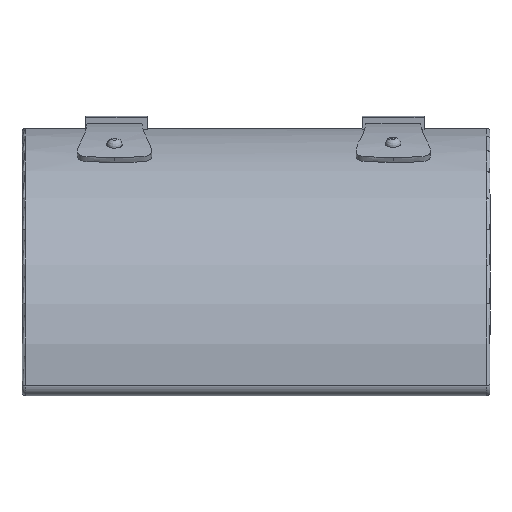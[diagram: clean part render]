
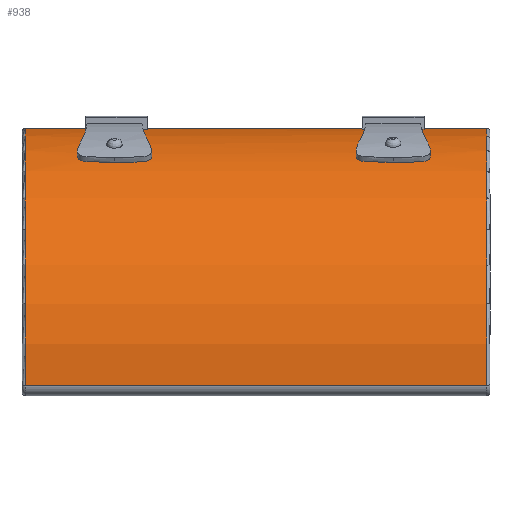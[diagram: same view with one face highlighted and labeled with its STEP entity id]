
A CAD part, top view. The second image highlights one B-rep face of the part: STEP entity #938.
In plain terms, the highlighted cylindrical face has radius 20.5 mm (diameter 41 mm), a partial arc.
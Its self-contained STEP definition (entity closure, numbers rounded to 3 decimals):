
#59=FACE_BOUND('',#288,.T.);
#70=CYLINDRICAL_SURFACE('',#1010,20.5);
#74=LINE('',#1941,#133);
#99=LINE('',#2498,#158);
#103=LINE('',#2535,#162);
#113=LINE('',#2698,#172);
#133=VECTOR('',#1033,10.);
#158=VECTOR('',#1080,10.);
#162=VECTOR('',#1084,10.);
#172=VECTOR('',#1158,10.);
#231=FACE_OUTER_BOUND('',#287,.T.);
#287=EDGE_LOOP('',(#807,#808,#809,#810,#811,#812,#813));
#288=EDGE_LOOP('',(#814,#815,#816));
#311=CIRCLE('',#997,20.5);
#315=CIRCLE('',#1002,20.5);
#328=B_SPLINE_CURVE_WITH_KNOTS('',3,(#1497,#1498,#1499,#1500,#1501,#1502,
#1503,#1504,#1505,#1506,#1507,#1508,#1509,#1510,#1511,#1512),
 .UNSPECIFIED.,.F.,.F.,(4,1,1,1,1,1,1,1,1,1,1,1,1,4),(-0.664,
-0.593,-0.569,-0.522,-0.474,
-0.427,-0.38,-0.332,-0.285,
-0.237,-0.19,-0.095,-0.047,
0.),.UNSPECIFIED.);
#336=B_SPLINE_CURVE_WITH_KNOTS('',3,(#1916,#1917,#1918,#1919,#1920,#1921,
#1922,#1923,#1924,#1925,#1926,#1927,#1928,#1929,#1930,#1931,#1932),
 .UNSPECIFIED.,.F.,.F.,(4,1,1,1,1,1,1,1,1,1,1,1,1,1,4),(0.,0.047,
0.095,0.142,0.19,0.225,
0.285,0.332,0.38,0.427,0.451,
0.474,0.522,0.569,0.664),
 .UNSPECIFIED.);
#346=B_SPLINE_CURVE_WITH_KNOTS('',3,(#2206,#2207,#2208,#2209,#2210,#2211,
#2212,#2213,#2214,#2215,#2216,#2217,#2218,#2219),.UNSPECIFIED.,.F.,.F.,
(4,1,1,1,1,1,1,1,1,1,1,4),(-0.679,-0.582,-0.485,
-0.461,-0.436,-0.388,-0.291,
-0.194,-0.145,-0.097,-0.048,
0.),.UNSPECIFIED.);
#351=B_SPLINE_CURVE_WITH_KNOTS('',3,(#2362,#2363,#2364,#2365,#2366,#2367,
#2368,#2369,#2370,#2371,#2372,#2373,#2374,#2375),.UNSPECIFIED.,.F.,.F.,
(4,1,1,1,1,1,1,1,1,1,1,4),(0.,0.048,0.097,0.145,
0.194,0.291,0.388,0.436,
0.461,0.485,0.582,0.679),
 .UNSPECIFIED.);
#377=VERTEX_POINT('',#1494);
#378=VERTEX_POINT('',#1496);
#383=VERTEX_POINT('',#1911);
#404=VERTEX_POINT('',#2203);
#405=VERTEX_POINT('',#2205);
#413=VERTEX_POINT('',#2360);
#416=VERTEX_POINT('',#2497);
#421=VERTEX_POINT('',#2520);
#439=VERTEX_POINT('',#2677);
#441=VERTEX_POINT('',#2686);
#469=EDGE_CURVE('',#378,#377,#328,.T.);
#478=EDGE_CURVE('',#377,#383,#336,.T.);
#481=EDGE_CURVE('',#383,#378,#74,.F.);
#510=EDGE_CURVE('',#405,#404,#346,.T.);
#523=EDGE_CURVE('',#404,#413,#351,.T.);
#530=EDGE_CURVE('',#405,#416,#99,.T.);
#536=EDGE_CURVE('',#421,#413,#103,.T.);
#561=EDGE_CURVE('',#416,#439,#311,.T.);
#565=EDGE_CURVE('',#441,#421,#315,.T.);
#570=EDGE_CURVE('',#441,#439,#113,.T.);
#807=ORIENTED_EDGE('',*,*,#523,.T.);
#808=ORIENTED_EDGE('',*,*,#536,.F.);
#809=ORIENTED_EDGE('',*,*,#565,.F.);
#810=ORIENTED_EDGE('',*,*,#570,.T.);
#811=ORIENTED_EDGE('',*,*,#561,.F.);
#812=ORIENTED_EDGE('',*,*,#530,.F.);
#813=ORIENTED_EDGE('',*,*,#510,.T.);
#814=ORIENTED_EDGE('',*,*,#478,.T.);
#815=ORIENTED_EDGE('',*,*,#481,.T.);
#816=ORIENTED_EDGE('',*,*,#469,.T.);
#938=ADVANCED_FACE('',(#231,#59),#70,.T.);
#997=AXIS2_PLACEMENT_3D('',#2681,#1130,#1131);
#1002=AXIS2_PLACEMENT_3D('',#2688,#1140,#1141);
#1010=AXIS2_PLACEMENT_3D('',#2699,#1159,#1160);
#1033=DIRECTION('',(-1.,0.,0.));
#1080=DIRECTION('',(1.,0.,0.));
#1084=DIRECTION('',(1.,0.,0.));
#1130=DIRECTION('center_axis',(1.,0.,0.));
#1131=DIRECTION('ref_axis',(0.,0.643,0.766));
#1140=DIRECTION('center_axis',(-1.,0.,0.));
#1141=DIRECTION('ref_axis',(0.,0.643,0.766));
#1158=DIRECTION('',(1.,0.,0.));
#1159=DIRECTION('center_axis',(1.,0.,0.));
#1160=DIRECTION('ref_axis',(0.,0.643,0.766));
#1494=CARTESIAN_POINT('',(-12.026,50.795,13.99));
#1496=CARTESIAN_POINT('',(-9.661,53.668,5.816));
#1497=CARTESIAN_POINT('Ctrl Pts',(-9.661,53.668,5.816));
#1498=CARTESIAN_POINT('Ctrl Pts',(-9.648,53.574,6.567));
#1499=CARTESIAN_POINT('Ctrl Pts',(-9.63,53.393,7.541));
#1500=CARTESIAN_POINT('Ctrl Pts',(-9.548,53.065,8.83));
#1501=CARTESIAN_POINT('Ctrl Pts',(-9.441,52.771,9.789));
#1502=CARTESIAN_POINT('Ctrl Pts',(-9.254,52.416,10.757));
#1503=CARTESIAN_POINT('Ctrl Pts',(-9.043,52.053,11.618));
#1504=CARTESIAN_POINT('Ctrl Pts',(-8.87,51.689,12.388));
#1505=CARTESIAN_POINT('Ctrl Pts',(-8.794,51.357,13.023));
#1506=CARTESIAN_POINT('Ctrl Pts',(-8.862,51.1,13.48));
#1507=CARTESIAN_POINT('Ctrl Pts',(-9.072,50.939,13.753));
#1508=CARTESIAN_POINT('Ctrl Pts',(-9.502,50.834,13.927));
#1509=CARTESIAN_POINT('Ctrl Pts',(-10.057,50.811,13.964));
#1510=CARTESIAN_POINT('Ctrl Pts',(-10.984,50.797,13.987));
#1511=CARTESIAN_POINT('Ctrl Pts',(-11.643,50.795,13.99));
#1512=CARTESIAN_POINT('Ctrl Pts',(-12.026,50.795,13.99));
#1911=CARTESIAN_POINT('',(-14.391,53.668,5.816));
#1916=CARTESIAN_POINT('Ctrl Pts',(-12.026,50.795,13.99));
#1917=CARTESIAN_POINT('Ctrl Pts',(-12.409,50.795,13.99));
#1918=CARTESIAN_POINT('Ctrl Pts',(-13.065,50.797,13.986));
#1919=CARTESIAN_POINT('Ctrl Pts',(-13.765,50.807,13.971));
#1920=CARTESIAN_POINT('Ctrl Pts',(-14.268,50.824,13.944));
#1921=CARTESIAN_POINT('Ctrl Pts',(-14.628,50.857,13.89));
#1922=CARTESIAN_POINT('Ctrl Pts',(-14.955,50.931,13.767));
#1923=CARTESIAN_POINT('Ctrl Pts',(-15.185,51.078,13.519));
#1924=CARTESIAN_POINT('Ctrl Pts',(-15.257,51.357,13.023));
#1925=CARTESIAN_POINT('Ctrl Pts',(-15.182,51.689,12.388));
#1926=CARTESIAN_POINT('Ctrl Pts',(-15.037,51.992,11.747));
#1927=CARTESIAN_POINT('Ctrl Pts',(-14.903,52.235,11.188));
#1928=CARTESIAN_POINT('Ctrl Pts',(-14.766,52.475,10.596));
#1929=CARTESIAN_POINT('Ctrl Pts',(-14.611,52.771,9.789));
#1930=CARTESIAN_POINT('Ctrl Pts',(-14.439,53.241,8.258));
#1931=CARTESIAN_POINT('Ctrl Pts',(-14.408,53.542,6.818));
#1932=CARTESIAN_POINT('Ctrl Pts',(-14.391,53.668,5.816));
#1941=CARTESIAN_POINT('',(-20.416,53.668,5.816));
#2203=CARTESIAN_POINT('',(12.026,50.795,13.99));
#2205=CARTESIAN_POINT('',(14.383,53.722,5.348));
#2206=CARTESIAN_POINT('Ctrl Pts',(14.383,53.722,5.348));
#2207=CARTESIAN_POINT('Ctrl Pts',(14.401,53.616,6.38));
#2208=CARTESIAN_POINT('Ctrl Pts',(14.423,53.233,8.41));
#2209=CARTESIAN_POINT('Ctrl Pts',(14.651,52.674,10.08));
#2210=CARTESIAN_POINT('Ctrl Pts',(14.86,52.31,11.005));
#2211=CARTESIAN_POINT('Ctrl Pts',(14.998,52.063,11.59));
#2212=CARTESIAN_POINT('Ctrl Pts',(15.224,51.627,12.532));
#2213=CARTESIAN_POINT('Ctrl Pts',(15.293,51.071,13.54));
#2214=CARTESIAN_POINT('Ctrl Pts',(14.822,50.875,13.858));
#2215=CARTESIAN_POINT('Ctrl Pts',(14.298,50.825,13.941));
#2216=CARTESIAN_POINT('Ctrl Pts',(13.792,50.807,13.971));
#2217=CARTESIAN_POINT('Ctrl Pts',(13.086,50.798,13.986));
#2218=CARTESIAN_POINT('Ctrl Pts',(12.417,50.795,13.99));
#2219=CARTESIAN_POINT('Ctrl Pts',(12.026,50.795,13.99));
#2360=CARTESIAN_POINT('',(9.669,53.722,5.348));
#2362=CARTESIAN_POINT('Ctrl Pts',(12.026,50.795,13.99));
#2363=CARTESIAN_POINT('Ctrl Pts',(11.634,50.795,13.99));
#2364=CARTESIAN_POINT('Ctrl Pts',(10.966,50.798,13.986));
#2365=CARTESIAN_POINT('Ctrl Pts',(10.26,50.807,13.971));
#2366=CARTESIAN_POINT('Ctrl Pts',(9.754,50.825,13.941));
#2367=CARTESIAN_POINT('Ctrl Pts',(9.23,50.875,13.858));
#2368=CARTESIAN_POINT('Ctrl Pts',(8.759,51.071,13.54));
#2369=CARTESIAN_POINT('Ctrl Pts',(8.828,51.627,12.532));
#2370=CARTESIAN_POINT('Ctrl Pts',(9.054,52.063,11.59));
#2371=CARTESIAN_POINT('Ctrl Pts',(9.192,52.311,11.005));
#2372=CARTESIAN_POINT('Ctrl Pts',(9.401,52.674,10.08));
#2373=CARTESIAN_POINT('Ctrl Pts',(9.628,53.233,8.41));
#2374=CARTESIAN_POINT('Ctrl Pts',(9.651,53.616,6.38));
#2375=CARTESIAN_POINT('Ctrl Pts',(9.669,53.722,5.348));
#2497=CARTESIAN_POINT('',(20.084,53.722,5.348));
#2498=CARTESIAN_POINT('',(-20.416,53.722,5.348));
#2520=CARTESIAN_POINT('',(-19.716,53.722,5.348));
#2535=CARTESIAN_POINT('',(-20.416,53.722,5.348));
#2677=CARTESIAN_POINT('',(20.084,31.542,23.681));
#2681=CARTESIAN_POINT('Origin',(20.084,33.328,3.259));
#2686=CARTESIAN_POINT('',(-19.716,31.542,23.681));
#2688=CARTESIAN_POINT('Origin',(-19.716,33.328,3.259));
#2698=CARTESIAN_POINT('',(-20.416,31.542,23.681));
#2699=CARTESIAN_POINT('Origin',(-20.416,33.328,3.259));
